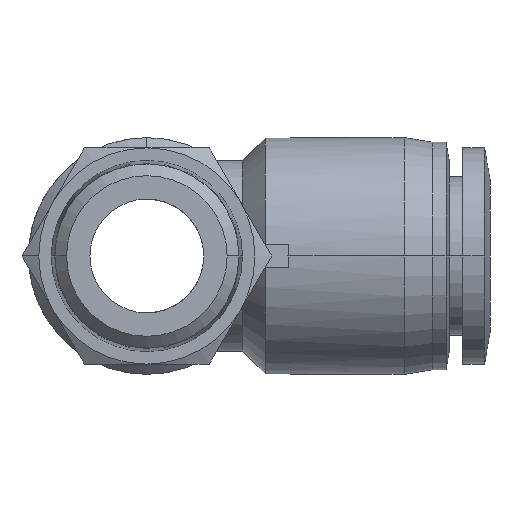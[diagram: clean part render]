
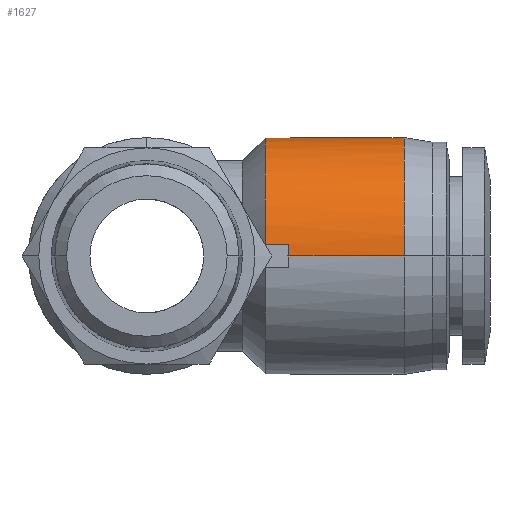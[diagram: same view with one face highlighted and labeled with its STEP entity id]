
A CAD part, front view. The second image highlights one B-rep face of the part: STEP entity #1627.
In plain terms, the highlighted cylindrical face has radius 10.4 mm (diameter 20.8 mm), a partial arc.
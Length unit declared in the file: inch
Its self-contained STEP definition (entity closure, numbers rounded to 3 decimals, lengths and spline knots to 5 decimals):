
#37 = CYLINDRICAL_SURFACE ( 'NONE', #1817, 0.40945 ) ;
#58 = VECTOR ( 'NONE', #397, 39.37008 ) ;
#73 = DIRECTION ( 'NONE',  ( 0., 1., 0. ) ) ;
#118 = LINE ( 'NONE', #4790, #58 ) ;
#175 = CARTESIAN_POINT ( 'NONE',  ( 0.52552, 1.15165, 0.03937 ) ) ;
#178 = VECTOR ( 'NONE', #3441, 39.37008 ) ;
#230 = AXIS2_PLACEMENT_3D ( 'NONE', #3664, #1060, #1039 ) ;
#243 = EDGE_CURVE ( 'NONE', #2226, #3177, #2499, .T. ) ;
#247 = CARTESIAN_POINT ( 'NONE',  ( 0.40945, 0.33654, 0.03937 ) ) ;
#268 =( BOUNDED_CURVE ( )  B_SPLINE_CURVE ( 3, ( #2565, #4767, #3679, #1468 ),
 .UNSPECIFIED., .F., .T. ) 
 B_SPLINE_CURVE_WITH_KNOTS ( ( 4, 4 ),
 ( 3.14159, 3.2379 ),
 .UNSPECIFIED. ) 
 CURVE ( )  GEOMETRIC_REPRESENTATION_ITEM ( )  RATIONAL_B_SPLINE_CURVE ( ( 1., 0.999, 0.999, 1. ) ) 
 REPRESENTATION_ITEM ( '' )  );
#296 = ORIENTED_EDGE ( 'NONE', *, *, #4638, .F. ) ;
#397 = DIRECTION ( 'NONE',  ( -1., 0., 0. ) ) ;
#464 = ORIENTED_EDGE ( 'NONE', *, *, #2309, .T. ) ;
#470 = CARTESIAN_POINT ( 'NONE',  ( 0.49009, 0.33654, 0.03937 ) ) ;
#504 = EDGE_CURVE ( 'NONE', #3169, #2230, #1396, .T. ) ;
#508 = CARTESIAN_POINT ( 'NONE',  ( 0.70669, 1.15354, 0. ) ) ;
#520 = CARTESIAN_POINT ( 'NONE',  ( 0.70669, 0.74409, 0. ) ) ;
#817 = CARTESIAN_POINT ( 'NONE',  ( 0.40945, 1.15165, 0.03937 ) ) ;
#826 = EDGE_CURVE ( 'NONE', #2178, #3203, #118, .T. ) ;
#961 = ORIENTED_EDGE ( 'NONE', *, *, #4242, .F. ) ;
#999 = CARTESIAN_POINT ( 'NONE',  ( 0.70669, 0.33465, 0. ) ) ;
#1039 = DIRECTION ( 'NONE',  ( 0., 1., 0. ) ) ;
#1042 = CIRCLE ( 'NONE', #4286, 0.40945 ) ;
#1060 = DIRECTION ( 'NONE',  ( -1., 0., 0. ) ) ;
#1198 = ORIENTED_EDGE ( 'NONE', *, *, #4306, .F. ) ;
#1327 = EDGE_LOOP ( 'NONE', ( #296, #464, #2181, #961, #3432, #2706, #1198, #4021 ) ) ;
#1345 = VECTOR ( 'NONE', #2609, 39.37008 ) ;
#1396 = LINE ( 'NONE', #2625, #1345 ) ;
#1468 = CARTESIAN_POINT ( 'NONE',  ( 0.52552, 1.15165, 0.03937 ) ) ;
#1509 = CARTESIAN_POINT ( 'NONE',  ( 0.52362, 1.15354, 0. ) ) ;
#1627 = ADVANCED_FACE ( 'NONE', ( #3258 ), #37, .T. ) ;
#1684 = CARTESIAN_POINT ( 'NONE',  ( 0.48819, 0.33465, 0.01315 ) ) ;
#1702 = CARTESIAN_POINT ( 'NONE',  ( 0.49009, 0.33654, 0.03937 ) ) ;
#1756 = DIRECTION ( 'NONE',  ( 1., 0., 0. ) ) ;
#1817 = AXIS2_PLACEMENT_3D ( 'NONE', #520, #2263, #73 ) ;
#1899 = VECTOR ( 'NONE', #1756, 39.37008 ) ;
#1998 = DIRECTION ( 'NONE',  ( -1., 0., 0. ) ) ;
#2010 = LINE ( 'NONE', #999, #1899 ) ;
#2178 = VERTEX_POINT ( 'NONE', #175 ) ;
#2181 = ORIENTED_EDGE ( 'NONE', *, *, #243, .T. ) ;
#2226 = VERTEX_POINT ( 'NONE', #2436 ) ;
#2230 = VERTEX_POINT ( 'NONE', #247 ) ;
#2263 = DIRECTION ( 'NONE',  ( 1., 0., 0. ) ) ;
#2309 = EDGE_CURVE ( 'NONE', #2998, #2226, #2010, .T. ) ;
#2406 = EDGE_CURVE ( 'NONE', #4111, #2178, #268, .T. ) ;
#2436 = CARTESIAN_POINT ( 'NONE',  ( 0.88976, 0.33465, 0. ) ) ;
#2499 = CIRCLE ( 'NONE', #230, 0.40945 ) ;
#2565 = CARTESIAN_POINT ( 'NONE',  ( 0.52362, 1.15354, 0. ) ) ;
#2609 = DIRECTION ( 'NONE',  ( -1., 0., 0. ) ) ;
#2625 = CARTESIAN_POINT ( 'NONE',  ( 0.39865, 0.33654, 0.03937 ) ) ;
#2706 = ORIENTED_EDGE ( 'NONE', *, *, #826, .T. ) ;
#2956 =( BOUNDED_CURVE ( )  B_SPLINE_CURVE ( 3, ( #3550, #1684, #3933, #1702 ),
 .UNSPECIFIED., .F., .T. ) 
 B_SPLINE_CURVE_WITH_KNOTS ( ( 4, 4 ),
 ( 3.14159, 3.2379 ),
 .UNSPECIFIED. ) 
 CURVE ( )  GEOMETRIC_REPRESENTATION_ITEM ( )  RATIONAL_B_SPLINE_CURVE ( ( 1., 0.999, 0.999, 1. ) ) 
 REPRESENTATION_ITEM ( '' )  );
#2998 = VERTEX_POINT ( 'NONE', #4662 ) ;
#3017 = LINE ( 'NONE', #508, #178 ) ;
#3046 = CARTESIAN_POINT ( 'NONE',  ( 0.88976, 1.15354, 0. ) ) ;
#3169 = VERTEX_POINT ( 'NONE', #470 ) ;
#3177 = VERTEX_POINT ( 'NONE', #3046 ) ;
#3203 = VERTEX_POINT ( 'NONE', #817 ) ;
#3258 = FACE_OUTER_BOUND ( 'NONE', #1327, .T. ) ;
#3432 = ORIENTED_EDGE ( 'NONE', *, *, #2406, .T. ) ;
#3441 = DIRECTION ( 'NONE',  ( 1., 0., 0. ) ) ;
#3550 = CARTESIAN_POINT ( 'NONE',  ( 0.48819, 0.33465, 0. ) ) ;
#3664 = CARTESIAN_POINT ( 'NONE',  ( 0.88976, 0.74409, 0. ) ) ;
#3679 = CARTESIAN_POINT ( 'NONE',  ( 0.52425, 1.15291, 0.02628 ) ) ;
#3933 = CARTESIAN_POINT ( 'NONE',  ( 0.48882, 0.33528, 0.02628 ) ) ;
#4021 = ORIENTED_EDGE ( 'NONE', *, *, #504, .F. ) ;
#4111 = VERTEX_POINT ( 'NONE', #1509 ) ;
#4227 = CARTESIAN_POINT ( 'NONE',  ( 0.40945, 0.74409, 0. ) ) ;
#4242 = EDGE_CURVE ( 'NONE', #4111, #3177, #3017, .T. ) ;
#4286 = AXIS2_PLACEMENT_3D ( 'NONE', #4227, #1998, #4594 ) ;
#4306 = EDGE_CURVE ( 'NONE', #2230, #3203, #1042, .T. ) ;
#4594 = DIRECTION ( 'NONE',  ( 0., 1., 0. ) ) ;
#4638 = EDGE_CURVE ( 'NONE', #2998, #3169, #2956, .T. ) ;
#4662 = CARTESIAN_POINT ( 'NONE',  ( 0.48819, 0.33465, 0. ) ) ;
#4767 = CARTESIAN_POINT ( 'NONE',  ( 0.52362, 1.15354, 0.01315 ) ) ;
#4790 = CARTESIAN_POINT ( 'NONE',  ( 0.70669, 1.15165, 0.03937 ) ) ;
